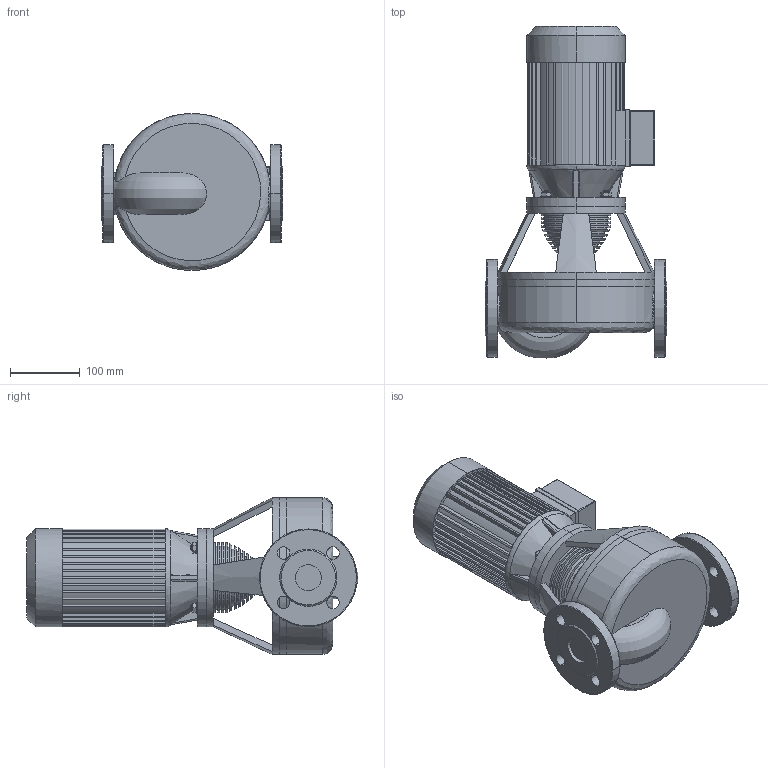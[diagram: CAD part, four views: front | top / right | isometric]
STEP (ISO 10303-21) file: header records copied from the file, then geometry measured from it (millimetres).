
FILE_DESCRIPTION((''),'2;1');
FILE_NAME('3d_IPH-W32_170-0_37_4-4089417.stp','2016-08-29T09:59:32',(''),(''),'Mechanical Desktop 2009','Mechanical Desktop 2009',', , ');
FILE_SCHEMA(('CONFIG_CONTROL_DESIGN'));
Length unit declared in the file: millimetre
Products named in the file (1): Product
Bounding box: 260 x 475.93 x 225 mm (x, y, z)
Volume: 8985443.4 mm3; surface area: 649282.2 mm2
Topology: 10 solids, 10 shells, 470 faces, 1229 edges, 799 vertices
Faces by surface type: plane 176, cylinder 142, bspline 114, cone 28, torus 6, sphere 4
Entity records: 20040 total; most frequent: CARTESIAN_POINT 8524, ORIENTED_EDGE 2446, DIRECTION 2297, EDGE_CURVE 1223, AXIS2_PLACEMENT_3D 816, VERTEX_POINT 798, VECTOR 665, LINE 665
